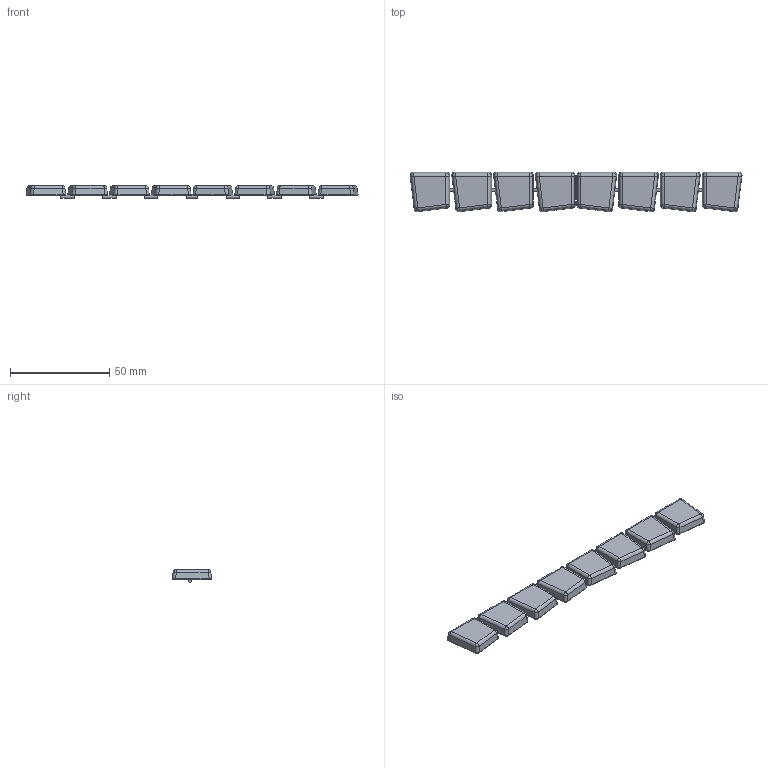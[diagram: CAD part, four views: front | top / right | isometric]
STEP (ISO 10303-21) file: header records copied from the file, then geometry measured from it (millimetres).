
FILE_DESCRIPTION(('Open CASCADE Model'),'2;1');
FILE_NAME('Open CASCADE Shape Model','2025-06-18T02:55:55',('Author'),( 'Open CASCADE'),'Open CASCADE STEP processor 7.8','build123d', 'Unknown');
FILE_SCHEMA(('AUTOMOTIVE_DESIGN { 1 0 10303 214 1 1 1 1 }'));
Length unit declared in the file: millimetre
Products named in the file (26): ASSEMBLY; SlantedCap (18.00x18.00) (-7Â°); SOLID; SlantedCap (18.00x18.00) (7Â°); Sprues; SprueCylinder (Ã1.5)
Assembly tree (31 placements, depth 4):
  ASSEMBLY
    SlantedCap (18.00x18.00) (-7Â°)  x4
      ASSEMBLY
        SOLID
      ASSEMBLY
        SOLID
    SlantedCap (18.00x18.00) (7Â°)  x4
      ASSEMBLY
        SOLID
      ASSEMBLY
        SOLID
    Sprues
      SprueCylinder (Ã1.5)
        SOLID
      SprueCylinder (Ã1.5)
        SOLID
      SprueCylinder (Ã1.5)
        SOLID
      SprueCylinder (Ã1.5)
        SOLID
      SprueCylinder (Ã1.5)
        SOLID
      SprueCylinder (Ã1.5)
        SOLID
      SprueCylinder (Ã1.5)
        SOLID
Bounding box: 167.65 x 19.95 x 6.5 mm (x, y, z)
Volume: 6251.8 mm3; surface area: 11028.6 mm2
Topology: 23 solids, 23 shells, 589 faces, 1341 edges, 742 vertices
Faces by surface type: cylinder 239, plane 214, bspline 64, sphere 64, torus 8
Full cylindrical faces by diameter (mm): 1.5 x7, 5.5 x8
Entity records: 12148 total; most frequent: CARTESIAN_POINT 5050, DIRECTION 1245, ORIENTED_EDGE 670, PCURVE 670, DEFINITIONAL_REPRESENTATION 670, LINE 641, VECTOR 641, EDGE_CURVE 335
